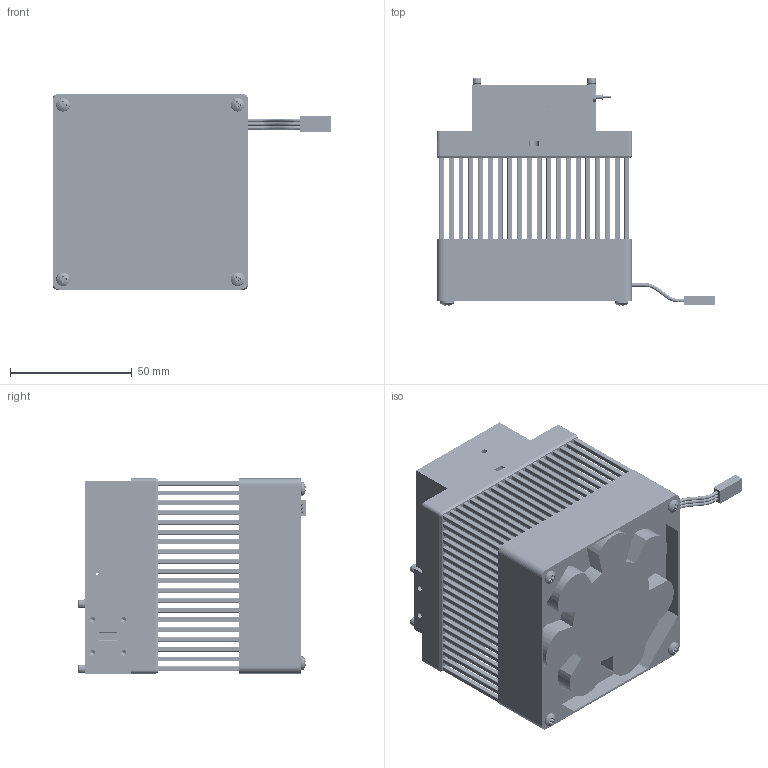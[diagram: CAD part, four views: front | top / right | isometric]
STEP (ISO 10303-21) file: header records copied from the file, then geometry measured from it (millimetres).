
FILE_DESCRIPTION (( 'STEP AP203' ), '1' );
FILE_NAME ('SBP-3133834034-2828-C1-2.STEP', '2019-05-30T23:32:52', ( '' ), ( '' ), 'SwSTEP 2.0', 'SolidWorks 2016', '' );
FILE_SCHEMA (( 'CONFIG_CONTROL_DESIGN' ));
Products named in the file (1): SBP-3133834034-2828-C1-2
Bounding box: 114.26 x 93.17 x 80 mm (x, y, z)
Volume: 340637.9 mm3; surface area: 192462.4 mm2
Topology: 59 solids, 61 shells, 8238 faces, 22401 edges, 14719 vertices
Faces by surface type: cylinder 4955, plane 2632, cone 527, bspline 100, torus 16, sphere 8
Entity records: 332720 total; most frequent: CARTESIAN_POINT 139590, ORIENTED_EDGE 44634, DIRECTION 36797, EDGE_CURVE 22317, VERTEX_POINT 14719, AXIS2_PLACEMENT_3D 12908, VECTOR 10981, LINE 10981
